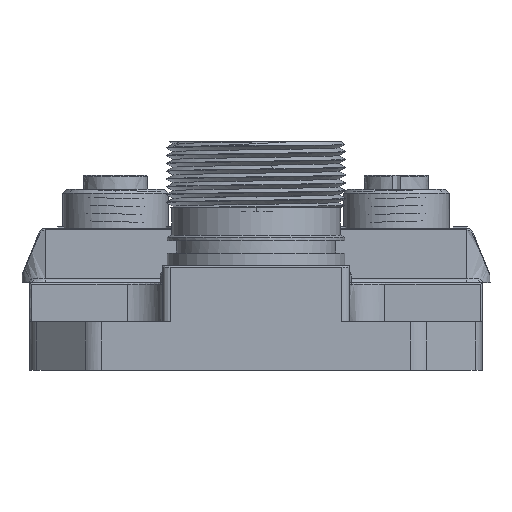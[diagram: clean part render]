
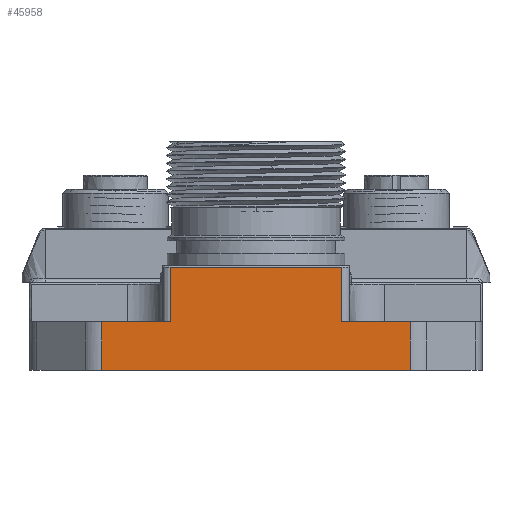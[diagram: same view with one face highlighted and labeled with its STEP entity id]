
A CAD part, front view. The second image highlights one B-rep face of the part: STEP entity #45958.
In plain terms, the highlighted free-form (B-spline) face has degree [1, 1] with [2, 2] control points.
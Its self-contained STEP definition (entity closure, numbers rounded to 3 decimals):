
#2583=CARTESIAN_POINT('',(11.,-76.,13.));
#2584=VERTEX_POINT('',#2583);
#2611=CARTESIAN_POINT('',(11.,-76.,6.));
#2612=VERTEX_POINT('',#2611);
#2613=CARTESIAN_POINT('',(11.,-76.,13.));
#2614=CARTESIAN_POINT('',(11.,-76.,6.));
#2615=B_SPLINE_CURVE_WITH_KNOTS('',1,(#2613,#2614),.POLYLINE_FORM.,.F.,.U.,(2,2),(0.,1.),.UNSPECIFIED.);
#2616=EDGE_CURVE('',#2584,#2612,#2615,.T.);
#2642=CARTESIAN_POINT('',(19.791,-76.,6.));
#2643=VERTEX_POINT('',#2642);
#2644=CARTESIAN_POINT('',(11.,-76.,6.));
#2645=CARTESIAN_POINT('',(19.791,-76.,6.));
#2646=B_SPLINE_CURVE_WITH_KNOTS('',1,(#2644,#2645),.POLYLINE_FORM.,.F.,.U.,(2,2),(0.,1.),.UNSPECIFIED.);
#2647=EDGE_CURVE('',#2612,#2643,#2646,.T.);
#45895=CARTESIAN_POINT('',(19.791,-76.,-0.25));
#45896=VERTEX_POINT('',#45895);
#45897=CARTESIAN_POINT('',(19.791,-76.,6.));
#45898=CARTESIAN_POINT('',(19.791,-76.,-0.25));
#45899=(BOUNDED_CURVE()B_SPLINE_CURVE(1,(#45897,#45898),.POLYLINE_FORM.,.F.,.U.)B_SPLINE_CURVE_WITH_KNOTS((2,2),(0.,1.),.UNSPECIFIED.)CURVE()GEOMETRIC_REPRESENTATION_ITEM()RATIONAL_B_SPLINE_CURVE((0.889,0.889))REPRESENTATION_ITEM(''));
#45900=EDGE_CURVE('',#2643,#45896,#45899,.T.);
#45915=CARTESIAN_POINT('',(-100.381,-76.,-71.381));
#45916=CARTESIAN_POINT('',(-100.381,-76.,71.381));
#45917=CARTESIAN_POINT('',(42.381,-76.,-71.381));
#45918=CARTESIAN_POINT('',(42.381,-76.,71.381));
#45919=B_SPLINE_SURFACE_WITH_KNOTS('',1,1,((#45915,#45916),(#45917,#45918)),.PLANE_SURF.,.F.,.F.,.U.,(2,2),(2,2),(0.,1.),(0.,1.),.UNSPECIFIED.);
#45920=CARTESIAN_POINT('',(-11.,-76.,13.));
#45921=VERTEX_POINT('',#45920);
#45922=CARTESIAN_POINT('',(-11.,-76.,6.));
#45923=VERTEX_POINT('',#45922);
#45924=CARTESIAN_POINT('',(-11.,-76.,13.));
#45925=CARTESIAN_POINT('',(-11.,-76.,6.));
#45926=B_SPLINE_CURVE_WITH_KNOTS('',1,(#45924,#45925),.POLYLINE_FORM.,.F.,.U.,(2,2),(0.,1.),.UNSPECIFIED.);
#45927=EDGE_CURVE('',#45921,#45923,#45926,.T.);
#45928=ORIENTED_EDGE('',*,*,#45927,.T.);
#45929=CARTESIAN_POINT('',(-19.791,-76.,6.));
#45930=VERTEX_POINT('',#45929);
#45931=CARTESIAN_POINT('',(-11.,-76.,6.));
#45932=CARTESIAN_POINT('',(-19.791,-76.,6.));
#45933=B_SPLINE_CURVE_WITH_KNOTS('',1,(#45931,#45932),.POLYLINE_FORM.,.F.,.U.,(2,2),(0.,1.),.UNSPECIFIED.);
#45934=EDGE_CURVE('',#45923,#45930,#45933,.T.);
#45935=ORIENTED_EDGE('',*,*,#45934,.T.);
#45936=CARTESIAN_POINT('',(-19.791,-76.,-0.25));
#45937=VERTEX_POINT('',#45936);
#45938=CARTESIAN_POINT('',(-19.791,-76.,6.));
#45939=CARTESIAN_POINT('',(-19.791,-76.,-0.25));
#45940=B_SPLINE_CURVE_WITH_KNOTS('',1,(#45938,#45939),.POLYLINE_FORM.,.F.,.U.,(2,2),(0.,1.),.UNSPECIFIED.);
#45941=EDGE_CURVE('',#45930,#45937,#45940,.T.);
#45942=ORIENTED_EDGE('',*,*,#45941,.T.);
#45943=CARTESIAN_POINT('',(19.791,-76.,-0.25));
#45944=CARTESIAN_POINT('',(-19.791,-76.,-0.25));
#45945=B_SPLINE_CURVE_WITH_KNOTS('',1,(#45943,#45944),.POLYLINE_FORM.,.F.,.U.,(2,2),(0.,1.),.UNSPECIFIED.);
#45946=EDGE_CURVE('',#45896,#45937,#45945,.T.);
#45947=ORIENTED_EDGE('',*,*,#45946,.F.);
#45948=ORIENTED_EDGE('',*,*,#45900,.F.);
#45949=ORIENTED_EDGE('',*,*,#2647,.F.);
#45950=ORIENTED_EDGE('',*,*,#2616,.F.);
#45951=CARTESIAN_POINT('',(11.,-76.,13.));
#45952=CARTESIAN_POINT('',(-11.,-76.,13.));
#45953=B_SPLINE_CURVE_WITH_KNOTS('',1,(#45951,#45952),.POLYLINE_FORM.,.F.,.U.,(2,2),(0.,1.),.UNSPECIFIED.);
#45954=EDGE_CURVE('',#2584,#45921,#45953,.T.);
#45955=ORIENTED_EDGE('',*,*,#45954,.T.);
#45956=EDGE_LOOP('',(#45928,#45935,#45942,#45947,#45948,#45949,#45950,#45955));
#45957=FACE_OUTER_BOUND('',#45956,.T.);
#45958=ADVANCED_FACE('',(#45957),#45919,.T.);
